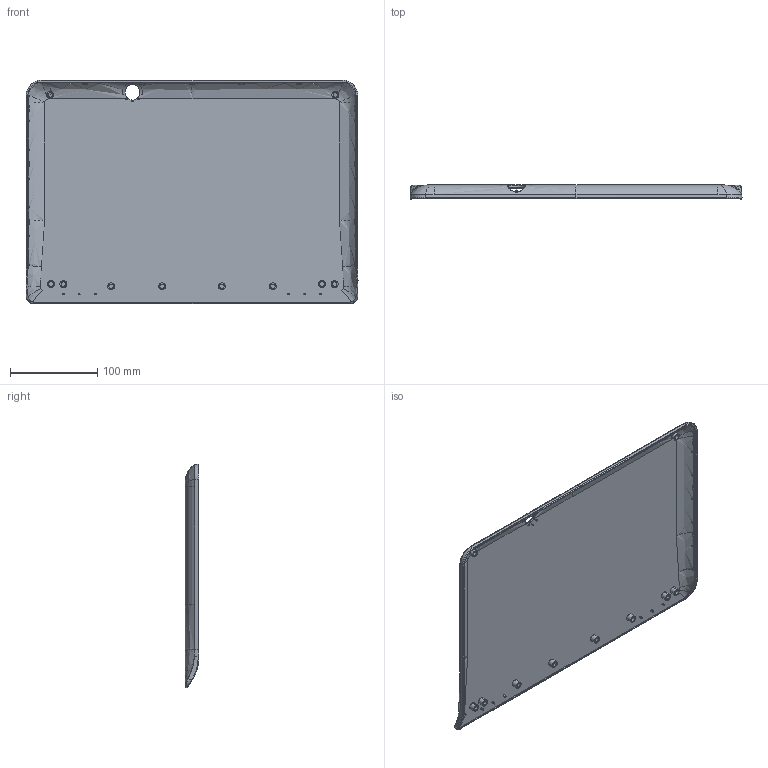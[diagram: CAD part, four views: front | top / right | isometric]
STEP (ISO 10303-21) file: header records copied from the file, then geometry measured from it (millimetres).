
FILE_DESCRIPTION(/* description */ (''),/* implementation_level */ '2;1');
FILE_NAME(/* name */ 'a_scalato.stp',/* time_stamp */ '2017-12-14T09:51:48+01:00',/* author */ (''),/* organization */ (''),/* preprocessor_version */ 'ST-DEVELOPER v16',/* originating_system */ 'SIEMENS PLM Software NX 11.0',/* authorisation */ '');
FILE_SCHEMA (('AUTOMOTIVE_DESIGN { 1 0 10303 214 3 1 1 1 }'));
Length unit declared in the file: millimetre
Products named in the file (1): silv1A2039E5xwji
Bounding box: 380.03 x 15.84 x 256.01 mm (x, y, z)
Surface area: 210667.5 mm2 (no closed solid volume)
Topology: 0 solids, 1 shells, 471 faces, 1204 edges, 769 vertices
Faces by surface type: plane 191, cylinder 138, bspline 112, extrusion 24, torus 4, cone 2
Entity records: 19162 total; most frequent: CARTESIAN_POINT 8922, ORIENTED_EDGE 2401, DIRECTION 1649, EDGE_CURVE 1204, VERTEX_POINT 769, AXIS2_PLACEMENT_3D 573, EDGE_LOOP 509, VECTOR 503
